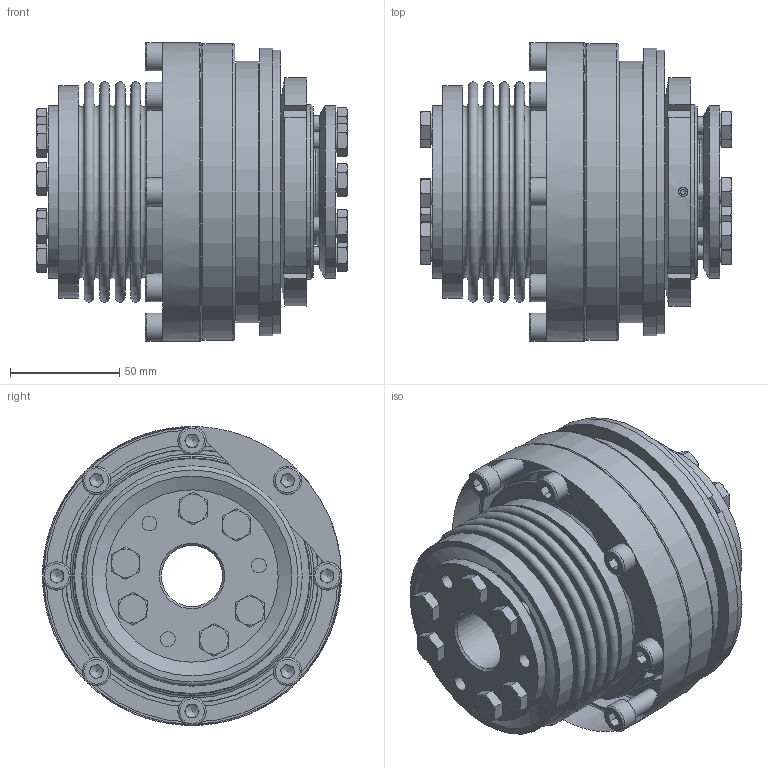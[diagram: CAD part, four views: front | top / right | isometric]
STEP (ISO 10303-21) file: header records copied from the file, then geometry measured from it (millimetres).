
FILE_DESCRIPTION( ( 'Unknown' ), '1' );
FILE_NAME( 'SKY-KS 500.stp', 'Unknown', ( 'Unknown' ), ( 'Unknown' ), 'PSStep 10.1', 'Unknown', ' ' );
FILE_SCHEMA( ( 'AUTOMOTIVE_DESIGN { 1 0 10303 214 1 1 1 1 }' ) );
Length unit declared in the file: millimetre
Products named in the file (1): 20710547
Bounding box: 142.6 x 137 x 137 mm (x, y, z)
Volume: 953295 mm3; surface area: 254443 mm2
Topology: 1 solids, 19 shells, 671 faces, 1660 edges, 1066 vertices
Faces by surface type: plane 336, cylinder 132, cone 109, torus 78, sphere 16
Full cylindrical faces by diameter (mm): 2.5 x2, 4.2 x3, 6.8 x26, 8 x20, 8.6 x20, 11.4 x12, 13 x8, 28 x2, 44.5 x1, 48.1 x2, 67 x1, 69.8 x1, 70 x2, 74 x1, 75 x1, 79 x2, 80 x2, 80.3 x1, 82.8 x2, 97.2 x2, 97.6 x2, 110 x3, 116 x2, 120 x1, 130 x1, 132 x1, 136 x1, 137 x1
Entity records: 24846 total; most frequent: CARTESIAN_POINT 5394, DIRECTION 2896, ORIENTED_EDGE 2566, EDGE_CURVE 1283, AXIS2_PLACEMENT_3D 1239, EDGE_LOOP 1024, VERTEX_POINT 921, FACE_OUTER_BOUND 824
